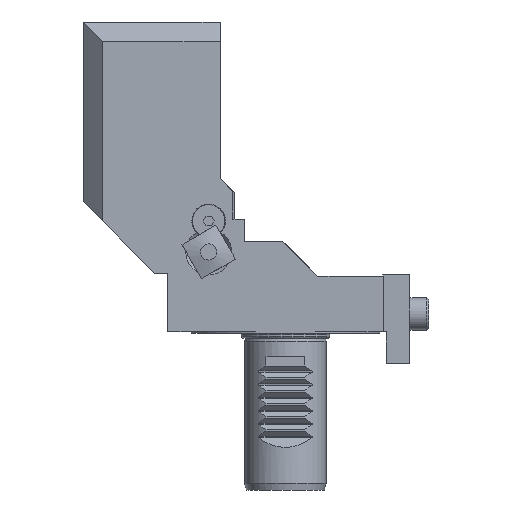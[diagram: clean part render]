
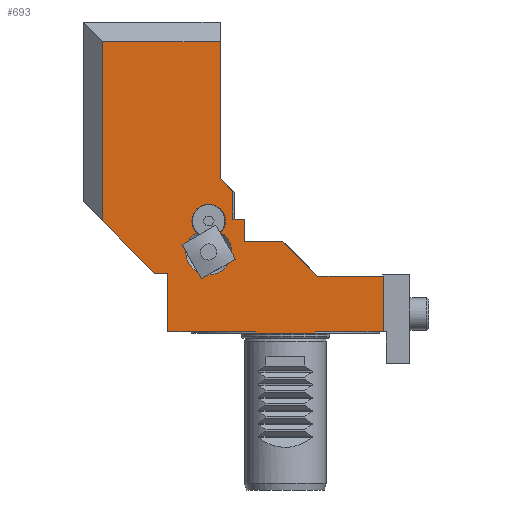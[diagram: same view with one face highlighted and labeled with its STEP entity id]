
A CAD part, front view. The second image highlights one B-rep face of the part: STEP entity #693.
In plain terms, the highlighted planar face has unit normal (0, -1, 0).
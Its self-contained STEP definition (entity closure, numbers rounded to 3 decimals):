
#693=ADVANCED_FACE('',(#2651,#2652),#1131,.F.);
#1131=PLANE('',#7947);
#1417=LINE('',#11063,#1943);
#1429=LINE('',#11094,#1955);
#1431=LINE('',#11100,#1957);
#1438=LINE('',#11114,#1964);
#1444=LINE('',#11129,#1970);
#1449=LINE('',#11146,#1975);
#1453=LINE('',#11154,#1979);
#1455=LINE('',#11158,#1981);
#1457=LINE('',#11162,#1983);
#1460=LINE('',#11171,#1986);
#1461=LINE('',#11173,#1987);
#1462=LINE('',#11174,#1988);
#1463=LINE('',#11176,#1989);
#1464=LINE('',#11177,#1990);
#1465=LINE('',#11179,#1991);
#1466=LINE('',#11180,#1992);
#1467=LINE('',#11182,#1993);
#1468=LINE('',#11184,#1994);
#1469=LINE('',#11186,#1995);
#1943=VECTOR('',#8474,1.);
#1955=VECTOR('',#8498,1.);
#1957=VECTOR('',#8506,1.);
#1964=VECTOR('',#8515,1.);
#1970=VECTOR('',#8527,1.);
#1975=VECTOR('',#8540,1.);
#1979=VECTOR('',#8546,1.);
#1981=VECTOR('',#8550,1.);
#1983=VECTOR('',#8554,1.);
#1986=VECTOR('',#8563,1.);
#1987=VECTOR('',#8564,1.);
#1988=VECTOR('',#8565,1.);
#1989=VECTOR('',#8566,1.);
#1990=VECTOR('',#8567,1.);
#1991=VECTOR('',#8568,1.);
#1992=VECTOR('',#8569,1.);
#1993=VECTOR('',#8570,1.);
#1994=VECTOR('',#8571,1.);
#1995=VECTOR('',#8572,1.);
#2551=CIRCLE('',#7945,7.05);
#2552=CIRCLE('',#7946,5.15);
#2651=FACE_BOUND('',#2796,.T.);
#2652=FACE_BOUND('',#2797,.T.);
#2796=EDGE_LOOP('',(#3559,#3560));
#2797=EDGE_LOOP('',(#3561,#3562,#3563,#3564,#3565,#3566,#3567,#3568,#3569,
#3570,#3571,#3572,#3573,#3574,#3575,#3576,#3577,#3578,#3579));
#3559=ORIENTED_EDGE('',*,*,#6525,.T.);
#3560=ORIENTED_EDGE('',*,*,#6526,.T.);
#3561=ORIENTED_EDGE('',*,*,#6527,.T.);
#3562=ORIENTED_EDGE('',*,*,#6528,.T.);
#3563=ORIENTED_EDGE('',*,*,#6522,.F.);
#3564=ORIENTED_EDGE('',*,*,#6520,.F.);
#3565=ORIENTED_EDGE('',*,*,#6518,.F.);
#3566=ORIENTED_EDGE('',*,*,#6529,.T.);
#3567=ORIENTED_EDGE('',*,*,#6530,.T.);
#3568=ORIENTED_EDGE('',*,*,#6514,.F.);
#3569=ORIENTED_EDGE('',*,*,#6531,.T.);
#3570=ORIENTED_EDGE('',*,*,#6532,.T.);
#3571=ORIENTED_EDGE('',*,*,#6506,.F.);
#3572=ORIENTED_EDGE('',*,*,#6498,.F.);
#3573=ORIENTED_EDGE('',*,*,#6491,.F.);
#3574=ORIENTED_EDGE('',*,*,#6533,.T.);
#3575=ORIENTED_EDGE('',*,*,#6534,.T.);
#3576=ORIENTED_EDGE('',*,*,#6535,.T.);
#3577=ORIENTED_EDGE('',*,*,#6536,.T.);
#3578=ORIENTED_EDGE('',*,*,#6472,.F.);
#3579=ORIENTED_EDGE('',*,*,#6487,.F.);
#5719=VERTEX_POINT('',#11064);
#5720=VERTEX_POINT('',#11065);
#5731=VERTEX_POINT('',#11093);
#5732=VERTEX_POINT('',#11099);
#5733=VERTEX_POINT('',#11101);
#5735=VERTEX_POINT('',#11106);
#5745=VERTEX_POINT('',#11130);
#5749=VERTEX_POINT('',#11140);
#5752=VERTEX_POINT('',#11145);
#5755=VERTEX_POINT('',#11153);
#5756=VERTEX_POINT('',#11155);
#5757=VERTEX_POINT('',#11159);
#5758=VERTEX_POINT('',#11163);
#5759=VERTEX_POINT('',#11168);
#5760=VERTEX_POINT('',#11169);
#5761=VERTEX_POINT('',#11172);
#5762=VERTEX_POINT('',#11175);
#5763=VERTEX_POINT('',#11178);
#5764=VERTEX_POINT('',#11181);
#5765=VERTEX_POINT('',#11183);
#5766=VERTEX_POINT('',#11185);
#6472=EDGE_CURVE('',#5719,#5720,#1417,.T.);
#6487=EDGE_CURVE('',#5731,#5719,#1429,.T.);
#6491=EDGE_CURVE('',#5732,#5733,#1431,.T.);
#6498=EDGE_CURVE('',#5733,#5735,#1438,.T.);
#6506=EDGE_CURVE('',#5735,#5745,#1444,.T.);
#6514=EDGE_CURVE('',#5752,#5749,#1449,.T.);
#6518=EDGE_CURVE('',#5755,#5756,#1453,.T.);
#6520=EDGE_CURVE('',#5756,#5757,#1455,.T.);
#6522=EDGE_CURVE('',#5757,#5758,#1457,.T.);
#6525=EDGE_CURVE('',#5759,#5760,#2551,.T.);
#6526=EDGE_CURVE('',#5760,#5759,#2552,.T.);
#6527=EDGE_CURVE('',#5731,#5761,#1460,.T.);
#6528=EDGE_CURVE('',#5761,#5758,#1461,.T.);
#6529=EDGE_CURVE('',#5755,#5762,#1462,.T.);
#6530=EDGE_CURVE('',#5762,#5749,#1463,.T.);
#6531=EDGE_CURVE('',#5752,#5763,#1464,.T.);
#6532=EDGE_CURVE('',#5763,#5745,#1465,.T.);
#6533=EDGE_CURVE('',#5732,#5764,#1466,.T.);
#6534=EDGE_CURVE('',#5764,#5765,#1467,.T.);
#6535=EDGE_CURVE('',#5765,#5766,#1468,.T.);
#6536=EDGE_CURVE('',#5766,#5720,#1469,.T.);
#7945=AXIS2_PLACEMENT_3D('',#11167,#8559,#8560);
#7946=AXIS2_PLACEMENT_3D('',#11170,#8561,#8562);
#7947=AXIS2_PLACEMENT_3D('',#11187,#8573,#8574);
#8474=DIRECTION('',(0.707,0.,-0.707));
#8498=DIRECTION('',(0.,0.,-1.));
#8506=DIRECTION('',(0.707,0.,-0.707));
#8515=DIRECTION('',(1.,0.,0.));
#8527=DIRECTION('',(0.,0.,-1.));
#8540=DIRECTION('',(-1.,0.,0.));
#8546=DIRECTION('',(0.,0.,1.));
#8550=DIRECTION('',(-1.,0.,0.));
#8554=DIRECTION('',(-0.707,0.,0.707));
#8559=DIRECTION('',(0.,1.,0.));
#8560=DIRECTION('',(0.,0.,-1.));
#8561=DIRECTION('',(0.,1.,0.));
#8562=DIRECTION('',(0.,0.,-1.));
#8563=DIRECTION('',(-1.,0.,0.));
#8564=DIRECTION('',(0.,0.,-1.));
#8565=DIRECTION('',(1.,0.,0.));
#8566=DIRECTION('',(0.,0.,-1.));
#8567=DIRECTION('',(0.,0.,1.));
#8568=DIRECTION('',(1.,0.,0.));
#8569=DIRECTION('',(-1.,0.,0.));
#8570=DIRECTION('',(0.,0.,1.));
#8571=DIRECTION('',(-1.,0.,0.));
#8572=DIRECTION('',(0.,0.,1.));
#8573=DIRECTION('',(0.,1.,0.));
#8574=DIRECTION('',(0.,0.,-1.));
#11063=CARTESIAN_POINT('',(-20.,-27.5,47.5));
#11064=CARTESIAN_POINT('',(-20.,-27.5,47.5));
#11065=CARTESIAN_POINT('',(-16.077,-27.5,43.577));
#11093=CARTESIAN_POINT('',(-20.,-27.5,89.5));
#11094=CARTESIAN_POINT('',(-20.,-27.5,95.5));
#11099=CARTESIAN_POINT('',(-0.742,-27.5,28.242));
#11100=CARTESIAN_POINT('',(-20.,-27.5,47.5));
#11101=CARTESIAN_POINT('',(10.,-27.5,17.5));
#11106=CARTESIAN_POINT('',(30.,-27.5,17.5));
#11114=CARTESIAN_POINT('',(10.,-27.5,17.5));
#11129=CARTESIAN_POINT('',(30.,-27.5,3.));
#11130=CARTESIAN_POINT('',(30.,-27.5,0.5));
#11140=CARTESIAN_POINT('',(-9.206,-27.5,0.));
#11145=CARTESIAN_POINT('',(9.206,-27.5,0.));
#11146=CARTESIAN_POINT('',(30.,-27.5,0.));
#11153=CARTESIAN_POINT('',(-36.,-27.5,0.5));
#11154=CARTESIAN_POINT('',(-36.,-27.5,10.));
#11155=CARTESIAN_POINT('',(-36.,-27.5,18.5));
#11158=CARTESIAN_POINT('',(-36.,-27.5,18.5));
#11159=CARTESIAN_POINT('',(-40.,-27.5,18.5));
#11162=CARTESIAN_POINT('',(-40.,-27.5,18.5));
#11163=CARTESIAN_POINT('',(-56.,-27.5,34.5));
#11167=CARTESIAN_POINT('',(-23.5,-27.5,25.));
#11168=CARTESIAN_POINT('',(-19.75,-27.5,30.97));
#11169=CARTESIAN_POINT('',(-27.25,-27.5,30.97));
#11170=CARTESIAN_POINT('',(-23.5,-27.5,34.5));
#11171=CARTESIAN_POINT('',(-62.,-27.5,89.5));
#11172=CARTESIAN_POINT('',(-56.,-27.5,89.5));
#11173=CARTESIAN_POINT('',(-56.,-27.5,95.5));
#11174=CARTESIAN_POINT('',(-62.,-27.5,0.5));
#11175=CARTESIAN_POINT('',(-9.206,-27.5,0.5));
#11176=CARTESIAN_POINT('',(-9.206,-27.5,0.));
#11177=CARTESIAN_POINT('',(9.206,-27.5,0.));
#11178=CARTESIAN_POINT('',(9.206,-27.5,0.5));
#11179=CARTESIAN_POINT('',(-62.,-27.5,0.5));
#11180=CARTESIAN_POINT('',(30.,-27.5,28.242));
#11181=CARTESIAN_POINT('',(-12.5,-27.5,28.242));
#11182=CARTESIAN_POINT('',(-12.5,-27.5,95.5));
#11183=CARTESIAN_POINT('',(-12.5,-27.5,35.014));
#11184=CARTESIAN_POINT('',(30.,-27.5,35.014));
#11185=CARTESIAN_POINT('',(-16.077,-27.5,35.014));
#11186=CARTESIAN_POINT('',(-16.077,-27.5,95.5));
#11187=CARTESIAN_POINT('',(-62.,-27.5,95.5));
